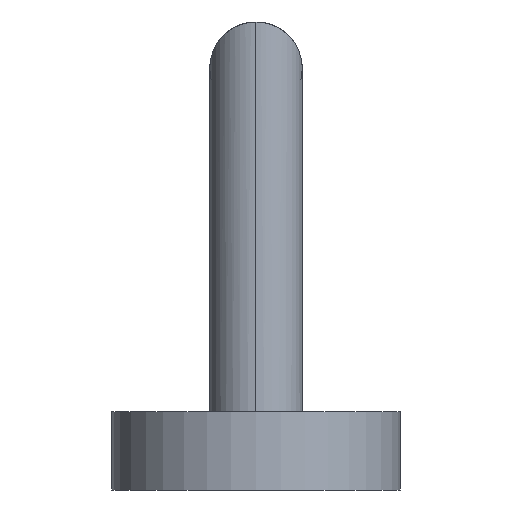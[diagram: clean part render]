
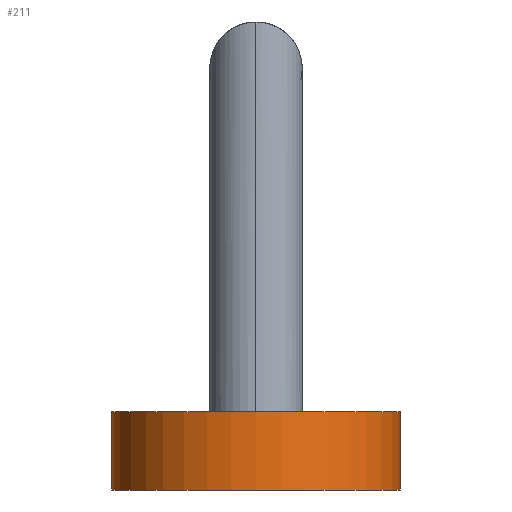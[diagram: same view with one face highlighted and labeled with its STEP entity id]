
A CAD part, left-side view. The second image highlights one B-rep face of the part: STEP entity #211.
In plain terms, the highlighted cylindrical face has radius 20.25 mm (diameter 40.5 mm), a partial arc.
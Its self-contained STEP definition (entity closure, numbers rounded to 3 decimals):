
#1 = VERTEX_POINT ( 'NONE', #122 ) ;
#13 = DIRECTION ( 'NONE',  ( 0., 0., 1. ) ) ;
#22 = AXIS2_PLACEMENT_3D ( 'NONE', #84, #397, #207 ) ;
#26 = AXIS2_PLACEMENT_3D ( 'NONE', #481, #360, #13 ) ;
#41 = ORIENTED_EDGE ( 'NONE', *, *, #377, .F. ) ;
#46 = EDGE_CURVE ( 'NONE', #1, #307, #477, .T. ) ;
#69 = EDGE_LOOP ( 'NONE', ( #41, #148, #499, #160 ) ) ;
#75 = VECTOR ( 'NONE', #309, 1000. ) ;
#84 = CARTESIAN_POINT ( 'NONE',  ( 0., -11., 0. ) ) ;
#86 = EDGE_CURVE ( 'NONE', #460, #194, #296, .T. ) ;
#90 = CARTESIAN_POINT ( 'NONE',  ( 0., -11., 20.25 ) ) ;
#122 = CARTESIAN_POINT ( 'NONE',  ( 0., -11., -20.25 ) ) ;
#139 = DIRECTION ( 'NONE',  ( 0., 1., 0. ) ) ;
#148 = ORIENTED_EDGE ( 'NONE', *, *, #46, .T. ) ;
#160 = ORIENTED_EDGE ( 'NONE', *, *, #86, .F. ) ;
#194 = VERTEX_POINT ( 'NONE', #374 ) ;
#202 = VECTOR ( 'NONE', #284, 1000. ) ;
#207 = DIRECTION ( 'NONE',  ( 0., 0., 1. ) ) ;
#211 = ADVANCED_FACE ( 'NONE', ( #411 ), #300, .T. ) ;
#218 = DIRECTION ( 'NONE',  ( 0., 0., 1. ) ) ;
#280 = CARTESIAN_POINT ( 'NONE',  ( 0., 0., -20.25 ) ) ;
#284 = DIRECTION ( 'NONE',  ( 0., 1., 0. ) ) ;
#296 = CIRCLE ( 'NONE', #26, 20.25 ) ;
#300 = CYLINDRICAL_SURFACE ( 'NONE', #315, 20.25 ) ;
#304 = CARTESIAN_POINT ( 'NONE',  ( 0., -11., -20.25 ) ) ;
#307 = VERTEX_POINT ( 'NONE', #90 ) ;
#309 = DIRECTION ( 'NONE',  ( 0., 1., 0. ) ) ;
#315 = AXIS2_PLACEMENT_3D ( 'NONE', #457, #139, #218 ) ;
#360 = DIRECTION ( 'NONE',  ( 0., 1., 0. ) ) ;
#374 = CARTESIAN_POINT ( 'NONE',  ( 0., 0., 20.25 ) ) ;
#377 = EDGE_CURVE ( 'NONE', #1, #460, #378, .T. ) ;
#378 = LINE ( 'NONE', #304, #75 ) ;
#393 = LINE ( 'NONE', #434, #202 ) ;
#397 = DIRECTION ( 'NONE',  ( 0., 1., 0. ) ) ;
#411 = FACE_OUTER_BOUND ( 'NONE', #69, .T. ) ;
#434 = CARTESIAN_POINT ( 'NONE',  ( 0., -11., 20.25 ) ) ;
#457 = CARTESIAN_POINT ( 'NONE',  ( 0., -11., 0. ) ) ;
#460 = VERTEX_POINT ( 'NONE', #280 ) ;
#477 = CIRCLE ( 'NONE', #22, 20.25 ) ;
#481 = CARTESIAN_POINT ( 'NONE',  ( 0., 0., 0. ) ) ;
#491 = EDGE_CURVE ( 'NONE', #307, #194, #393, .T. ) ;
#499 = ORIENTED_EDGE ( 'NONE', *, *, #491, .T. ) ;
